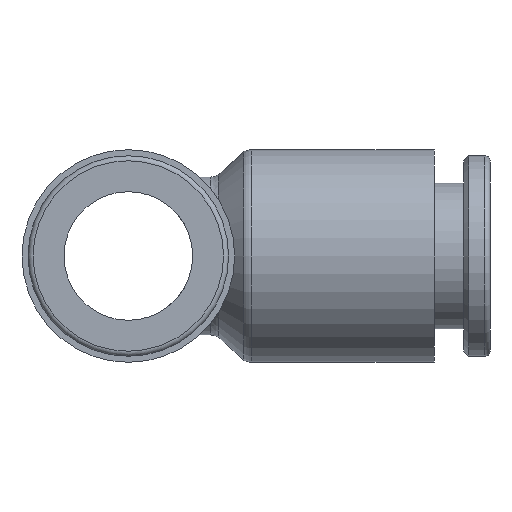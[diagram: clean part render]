
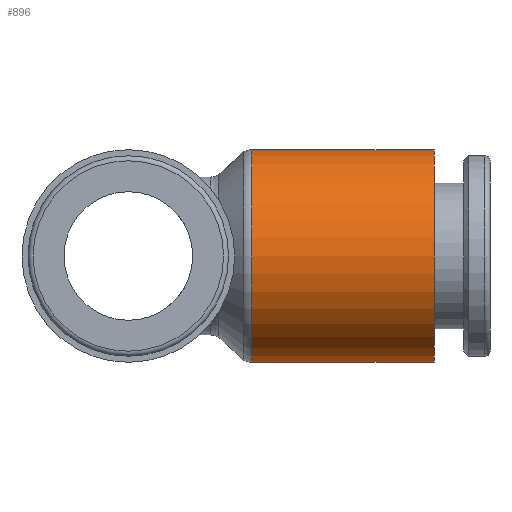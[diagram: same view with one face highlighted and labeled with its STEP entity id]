
A CAD part, left-side view. The second image highlights one B-rep face of the part: STEP entity #896.
In plain terms, the highlighted cylindrical face has radius 5.25 mm (diameter 10.5 mm), a full revolution.
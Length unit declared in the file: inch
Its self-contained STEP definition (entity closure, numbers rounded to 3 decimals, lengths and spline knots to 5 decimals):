
#59=FACE_BOUND('',#217,.T.);
#92=CYLINDRICAL_SURFACE('',#1000,0.20669);
#128=FACE_OUTER_BOUND('',#216,.T.);
#216=EDGE_LOOP('',(#689));
#217=EDGE_LOOP('',(#690));
#311=CIRCLE('',#1001,0.20669);
#312=CIRCLE('',#1002,0.20669);
#467=VERTEX_POINT('',#1511);
#468=VERTEX_POINT('',#1513);
#557=EDGE_CURVE('',#467,#467,#311,.T.);
#558=EDGE_CURVE('',#468,#468,#312,.T.);
#689=ORIENTED_EDGE('',*,*,#557,.F.);
#690=ORIENTED_EDGE('',*,*,#558,.T.);
#896=ADVANCED_FACE('',(#128,#59),#92,.T.);
#1000=AXIS2_PLACEMENT_3D('',#1510,#1188,#1189);
#1001=AXIS2_PLACEMENT_3D('',#1512,#1190,#1191);
#1002=AXIS2_PLACEMENT_3D('',#1514,#1192,#1193);
#1188=DIRECTION('center_axis',(0.,1.,0.));
#1189=DIRECTION('ref_axis',(-1.,0.,0.));
#1190=DIRECTION('center_axis',(0.,-1.,0.));
#1191=DIRECTION('ref_axis',(-1.,0.,0.));
#1192=DIRECTION('center_axis',(0.,-1.,0.));
#1193=DIRECTION('ref_axis',(-1.,0.,0.));
#1510=CARTESIAN_POINT('Origin',(0.,-0.41713,
0.));
#1511=CARTESIAN_POINT('',(0.20669,-0.59429,0.));
#1512=CARTESIAN_POINT('Origin',(0.,-0.59429,
0.));
#1513=CARTESIAN_POINT('',(0.,-0.23996,-0.20669));
#1514=CARTESIAN_POINT('Origin',(0.,-0.23996,
0.));
